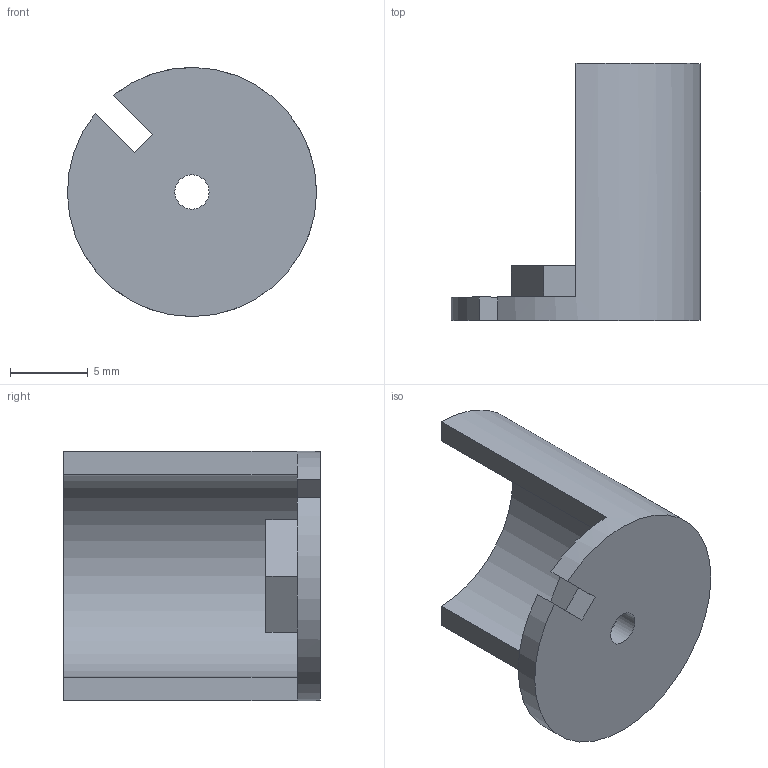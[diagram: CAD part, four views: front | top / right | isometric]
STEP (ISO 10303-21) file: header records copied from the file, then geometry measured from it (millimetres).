
FILE_DESCRIPTION(/* description */ (''),/* implementation_level */ '2;1');
FILE_NAME(/* name */ 'left_socket.stp',/* time_stamp */ '2025-03-11T11:41:19Z',/* author */ ('diogo'),/* organization */ (''),/* preprocessor_version */ 'ST-DEVELOPER v19.2',/* originating_system */ 'Autodesk Inventor 2024',/* authorisation */ '');
FILE_SCHEMA (('AUTOMOTIVE_DESIGN { 1 0 10303 214 3 1 1 }'));
Length unit declared in the file: millimetre
Products named in the file (1): SuporteAtuador
Bounding box: 16 x 16.5 x 16 mm (x, y, z)
Volume: 858.5 mm3; surface area: 1286 mm2
Topology: 1 solids, 1 shells, 25 faces, 63 edges, 42 vertices
Faces by surface type: plane 22, cylinder 3
Full cylindrical faces by diameter (mm): 2.2 x1
Entity records: 792 total; most frequent: CARTESIAN_POINT 131, ORIENTED_EDGE 126, DIRECTION 123, EDGE_CURVE 63, LINE 55, VECTOR 55, VERTEX_POINT 42, AXIS2_PLACEMENT_3D 34
